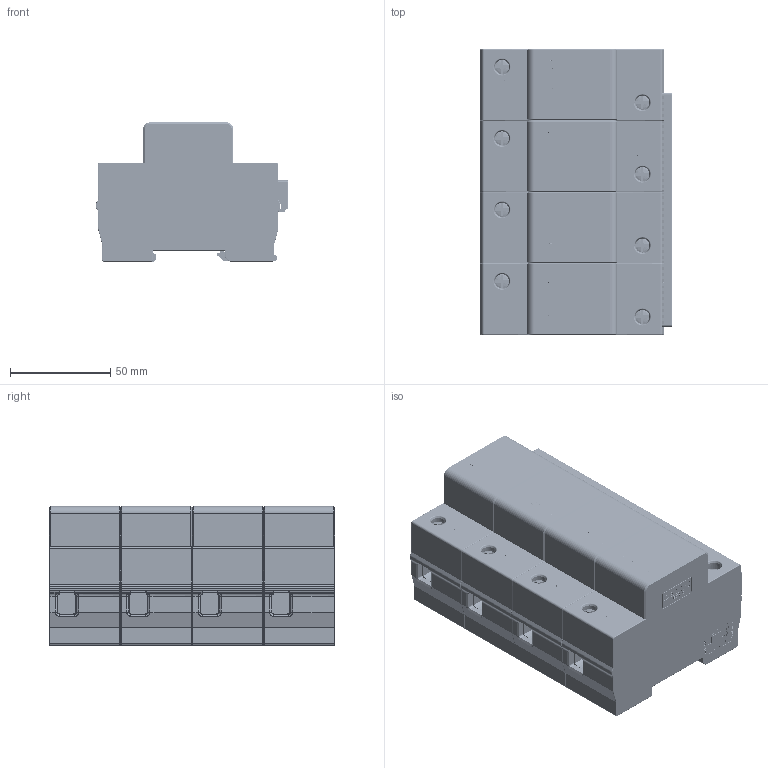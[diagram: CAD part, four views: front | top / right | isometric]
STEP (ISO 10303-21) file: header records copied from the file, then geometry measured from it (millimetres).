
FILE_DESCRIPTION((''),'2;1');
FILE_NAME('4P_SW0002','2025-06-18T',('weiren.liu'),(''),'PRO/ENGINEER BY PARAMETRIC TECHNOLOGY CORPORATION, 2017170','PRO/ENGINEER BY PARAMETRIC TECHNOLOGY CORPORATION, 2017170','');
FILE_SCHEMA(('CONFIG_CONTROL_DESIGN'));
Products named in the file (1): 4P_SW0002
Bounding box: 95.8 x 142.4 x 69.4 mm (x, y, z)
Volume: 237418.9 mm3; surface area: 221751.4 mm2
Topology: 1 solids, 22 shells, 7109 faces, 20799 edges, 13610 vertices
Faces by surface type: plane 5495, cylinder 1144, torus 202, cone 148, bspline 88, sphere 32
Entity records: 265326 total; most frequent: CARTESIAN_POINT 75082, ORIENTED_EDGE 41582, DIRECTION 37106, EDGE_CURVE 20791, VECTOR 16422, LINE 16422, VERTEX_POINT 13610, AXIS2_PLACEMENT_3D 10342
